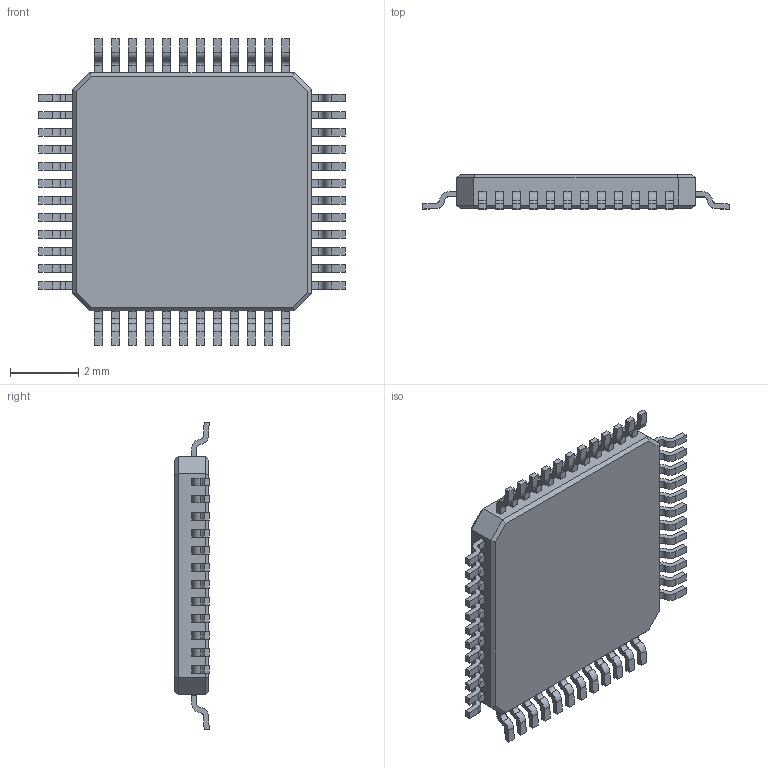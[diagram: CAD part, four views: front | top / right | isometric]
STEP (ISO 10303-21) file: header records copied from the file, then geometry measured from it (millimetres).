
FILE_DESCRIPTION(/* description */ (''),/* implementation_level */ '2;1');
FILE_NAME(/* name */ 'TQFP48.step',/* time_stamp */ '2019-02-02T23:43:21+05:00',/* author */ ('maijaz99'),/* organization */ (''),/* preprocessor_version */ 'ST-DEVELOPER v17.2',/* originating_system */ 'Autodesk Translation Framework v7.6.0.251',/* authorisation */ '');
FILE_SCHEMA (('AUTOMOTIVE_DESIGN { 1 0 10303 214 3 1 1 }'));
Length unit declared in the file: millimetre
Products named in the file (1): c8051f340
Bounding box: 9 x 1.02 x 9.01 mm (x, y, z)
Volume: 50.1 mm3; surface area: 165.8 mm2
Topology: 49 solids, 49 shells, 604 faces, 1499 edges, 994 vertices
Faces by surface type: plane 411, cylinder 193
Full cylindrical faces by diameter (mm): 0.75 x1
Entity records: 17900 total; most frequent: CARTESIAN_POINT 3098, DIRECTION 3095, ORIENTED_EDGE 2998, EDGE_CURVE 1499, LINE 1113, VECTOR 1113, VERTEX_POINT 994, AXIS2_PLACEMENT_3D 991
